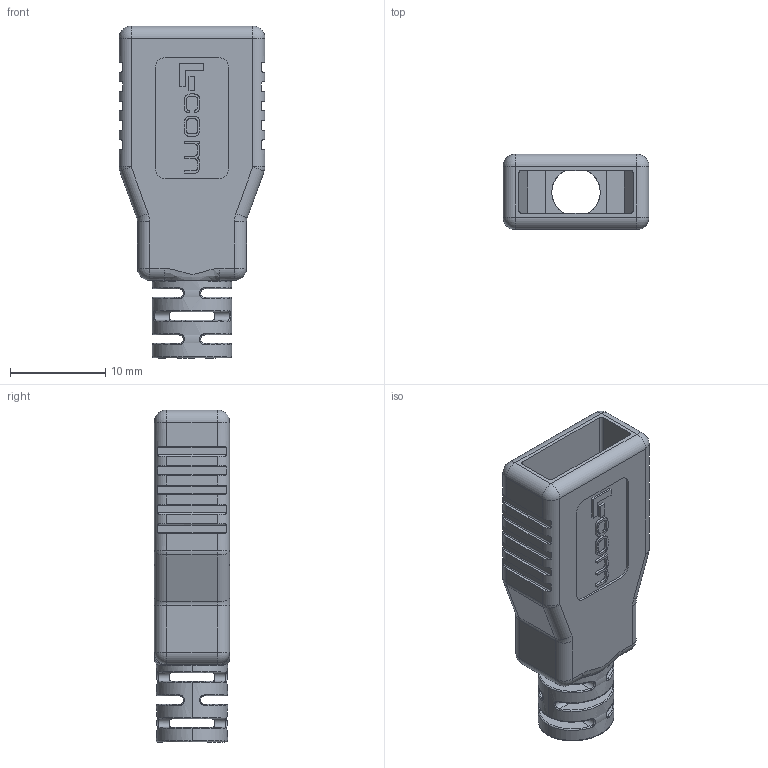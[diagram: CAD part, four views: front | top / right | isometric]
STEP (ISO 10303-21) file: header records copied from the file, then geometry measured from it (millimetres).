
FILE_DESCRIPTION (( 'STEP AP203' ), '1' );
FILE_NAME ('USBHD2.0-Z-A.STEP', '2013-03-14T16:02:42', ( 'x' ), ( '' ), 'SwSTEP 2.0', 'SolidWorks 2012', '' );
FILE_SCHEMA (( 'CONFIG_CONTROL_DESIGN' ));
Length unit declared in the file: inch
Products named in the file (1): USBHD2.0-Z-A
Bounding box: 15.29 x 7.87 x 34.8 mm (x, y, z)
Volume: 1621.9 mm3; surface area: 2537.4 mm2
Topology: 1 solids, 1 shells, 329 faces, 897 edges, 560 vertices
Faces by surface type: plane 168, cylinder 81, bspline 62, sphere 12, torus 6
Entity records: 13395 total; most frequent: CARTESIAN_POINT 5492, ORIENTED_EDGE 1770, DIRECTION 1439, EDGE_CURVE 885, VERTEX_POINT 560, VECTOR 503, LINE 503, AXIS2_PLACEMENT_3D 468
